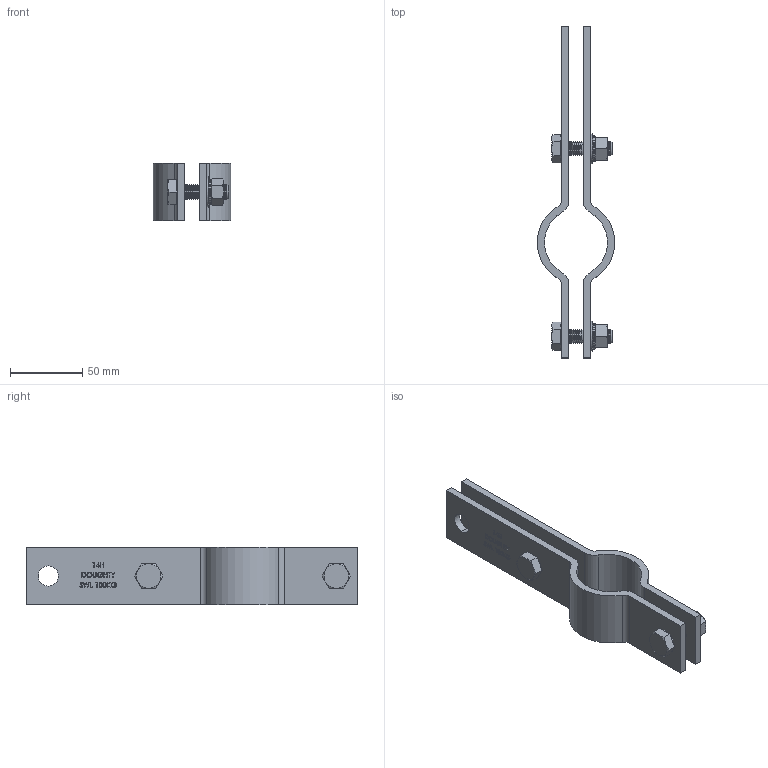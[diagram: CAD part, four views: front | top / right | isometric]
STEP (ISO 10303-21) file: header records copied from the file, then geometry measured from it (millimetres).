
FILE_DESCRIPTION (( 'STEP AP203' ), '1' );
FILE_NAME ('T32100.STEP', '2018-07-20T11:31:51', ( '' ), ( '' ), 'SwSTEP 2.0', 'SolidWorks 2016', '' );
FILE_SCHEMA (( 'CONFIG_CONTROL_DESIGN' ));
Length unit declared in the file: millimetre
Products named in the file (6): Hex Bolt_ISO 4016 - M10 x 35 x 35-WS; Single Coil Rectangular Section Spring Washer_Doughty Fastners_Rectangular section spring washer BS 4464 - 10 (Type B); TH010; T32100; B Washer_Bright washer BS 4320 - M10 (Form B); Hex Nut Style 1 GradeAB_Doughty Fastners_Hexagon Nut ISO - 4032 - M10 - D - S
Assembly tree (10 placements, depth 2):
  T32100
    TH010  x2
    B Washer_Bright washer BS 4320 - M10 (Form B)  x2
    Hex Nut Style 1 GradeAB_Doughty Fastners_Hexagon Nut ISO - 4032 - M10 - D - S  x2
    Hex Bolt_ISO 4016 - M10 x 35 x 35-WS  x2
    Single Coil Rectangular Section Spring Washer_Doughty Fastners_Rectangular section spring washer BS 4464 - 10 (Type B)  x2
Bounding box: 53.69 x 230 x 40 mm (x, y, z)
Volume: 105598.5 mm3; surface area: 53625 mm2
Topology: 10 solids, 10 shells, 954 faces, 2430 edges, 1544 vertices
Faces by surface type: plane 356, cone 280, cylinder 164, bspline 146, torus 8
Entity records: 20021 total; most frequent: CARTESIAN_POINT 8002, ORIENTED_EDGE 2430, DIRECTION 2205, EDGE_CURVE 1215, VERTEX_POINT 772, AXIS2_PLACEMENT_3D 763, LINE 679, VECTOR 679
